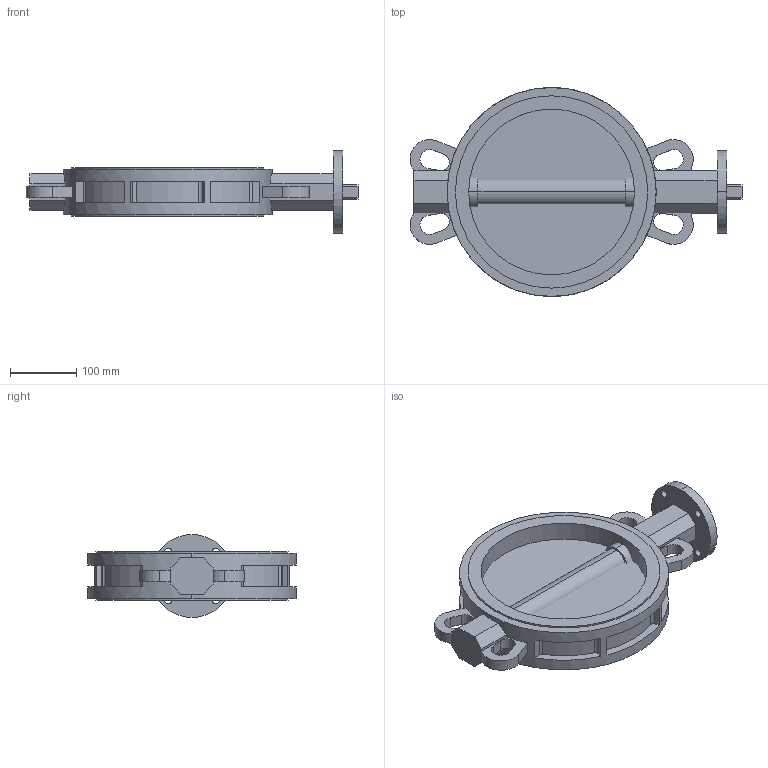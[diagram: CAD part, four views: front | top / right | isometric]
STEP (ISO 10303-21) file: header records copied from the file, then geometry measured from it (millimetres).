
FILE_DESCRIPTION (( 'STEP AP214' ), '1' );
FILE_NAME ('SCBF-D670-16XEÑ-250.step', '2025-09-25T05:49:17', ( 'KTP' ), ( '' ), 'SwSTEP 2.0', 'SolidWorks 2021', '' );
FILE_SCHEMA (( 'AUTOMOTIVE_DESIGN' ));
Length unit declared in the file: millimetre
Products named in the file (1): SCBF-D670-16XEÑ-250
Bounding box: 500.5 x 315 x 125 mm (x, y, z)
Volume: 3610316.1 mm3; surface area: 423571.6 mm2
Topology: 2 solids, 2 shells, 163 faces, 428 edges, 280 vertices
Faces by surface type: plane 91, cylinder 72
Entity records: 5788 total; most frequent: CARTESIAN_POINT 1132, DIRECTION 920, ORIENTED_EDGE 856, EDGE_CURVE 428, AXIS2_PLACEMENT_3D 340, VERTEX_POINT 280, LINE 240, VECTOR 240
